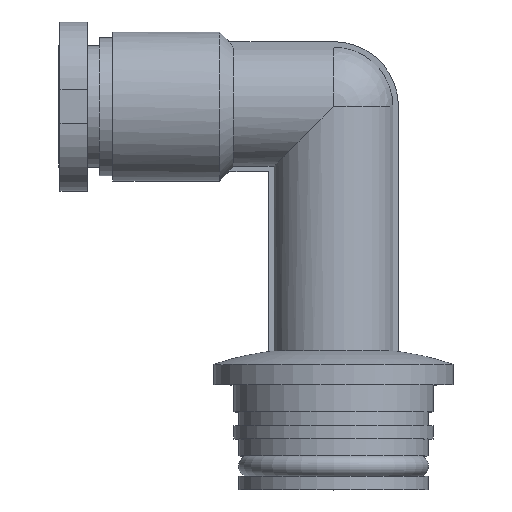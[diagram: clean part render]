
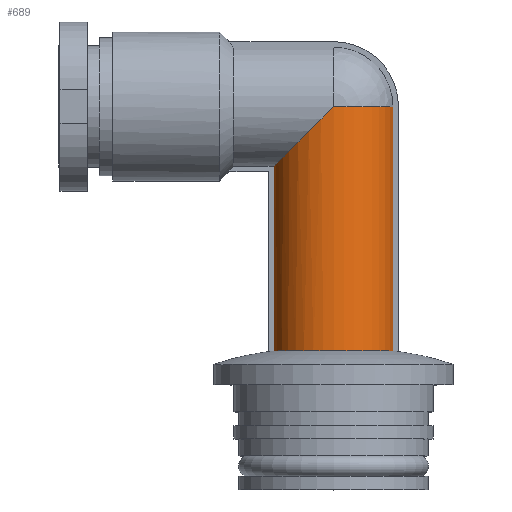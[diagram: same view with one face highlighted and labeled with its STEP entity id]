
A CAD part, top view. The second image highlights one B-rep face of the part: STEP entity #689.
In plain terms, the highlighted cylindrical face has radius 4.5 mm (diameter 9 mm), a partial arc.
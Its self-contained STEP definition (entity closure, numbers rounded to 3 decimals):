
#66=LINE('',#1157,#93);
#67=LINE('',#1159,#94);
#93=VECTOR('',#899,1000.);
#94=VECTOR('',#900,1000.);
#117=ELLIPSE('',#760,6.364,4.5);
#151=ORIENTED_EDGE('',*,*,#323,.F.);
#152=ORIENTED_EDGE('',*,*,#301,.T.);
#153=ORIENTED_EDGE('',*,*,#307,.F.);
#154=ORIENTED_EDGE('',*,*,#324,.F.);
#155=ORIENTED_EDGE('',*,*,#325,.F.);
#301=EDGE_CURVE('',#389,#390,#456,.T.);
#307=EDGE_CURVE('',#394,#390,#117,.F.);
#323=EDGE_CURVE('',#389,#407,#66,.T.);
#324=EDGE_CURVE('',#408,#394,#67,.F.);
#325=EDGE_CURVE('',#407,#408,#462,.T.);
#389=VERTEX_POINT('',#1092);
#390=VERTEX_POINT('',#1093);
#394=VERTEX_POINT('',#1103);
#407=VERTEX_POINT('',#1158);
#408=VERTEX_POINT('',#1160);
#456=CIRCLE('',#755,4.5);
#462=CIRCLE('',#768,4.5);
#506=EDGE_LOOP('',(#151,#152,#153,#154,#155));
#588=FACE_BOUND('',#506,.T.);
#664=CYLINDRICAL_SURFACE('',#767,4.5);
#689=ADVANCED_FACE('',(#588),#664,.T.);
#755=AXIS2_PLACEMENT_3D('',#1091,#866,#867);
#760=AXIS2_PLACEMENT_3D('',#1104,#878,#879);
#767=AXIS2_PLACEMENT_3D('',#1156,#897,#898);
#768=AXIS2_PLACEMENT_3D('',#1161,#901,#902);
#866=DIRECTION('',(0.,-1.,0.));
#867=DIRECTION('',(0.,0.,-1.));
#878=DIRECTION('',(0.707,-0.707,0.));
#879=DIRECTION('',(-0.707,-0.707,0.));
#897=DIRECTION('',(0.,-1.,0.));
#898=DIRECTION('',(0.,0.,-1.));
#899=DIRECTION('',(0.,-1.,0.));
#900=DIRECTION('',(0.,-1.,0.));
#901=DIRECTION('',(0.,-1.,0.));
#902=DIRECTION('',(0.,0.,-1.));
#1091=CARTESIAN_POINT('',(0.,20.55,0.));
#1092=CARTESIAN_POINT('',(4.387,20.55,1.));
#1093=CARTESIAN_POINT('',(0.,20.55,4.5));
#1103=CARTESIAN_POINT('',(-4.387,16.163,1.));
#1104=CARTESIAN_POINT('',(0.,20.55,0.));
#1156=CARTESIAN_POINT('',(0.,-7.75,0.));
#1157=CARTESIAN_POINT('',(4.387,-7.75,1.));
#1158=CARTESIAN_POINT('',(4.387,2.5,1.));
#1159=CARTESIAN_POINT('',(-4.387,-7.75,1.));
#1160=CARTESIAN_POINT('',(-4.387,2.5,1.));
#1161=CARTESIAN_POINT('',(0.,2.5,0.));
